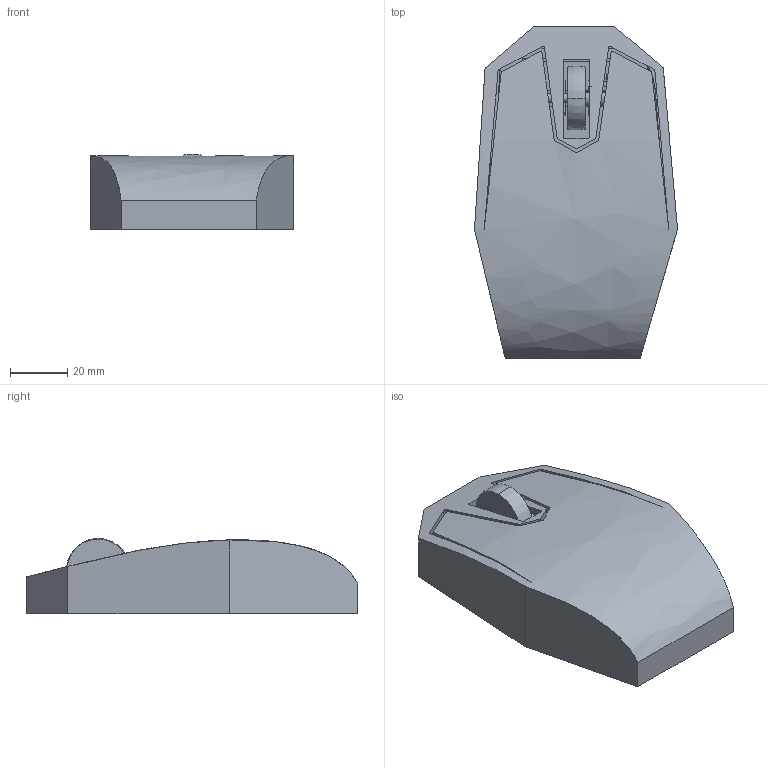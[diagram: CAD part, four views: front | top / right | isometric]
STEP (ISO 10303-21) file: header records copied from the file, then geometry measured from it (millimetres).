
FILE_DESCRIPTION(/* description */ ('STEP AP242 Edition 2','CAx-IF Rec.Pracs.---Representation and Presentation of Product Manufacturing Information (PMI)---4.0---2014-10-13','CAx-IF Rec.Pracs.---3D Tessellated Geometry---0.4---2014-09-14','2;1','CAx-IF Rec.Pracs.---User Defined Attributes---1.5---2016-08-15'),/* implementation_level */ '2;1');
FILE_NAME(/* name */ '6996252ead14e222cfcfc439',/* time_stamp */ '2026-02-18T20:46:39Z',/* author */ (''),/* organization */ (''),/* preprocessor_version */ 'ST-DEVELOPER v20',/* originating_system */ 'ONSHAPE BY PTC INC, 1.210',/* authorisation */ ' ');
FILE_SCHEMA (('AP242_MANAGED_MODEL_BASED_3D_ENGINEERING_MIM_LF { 1 0 10303 442 3 1 4 }'));
Length unit declared in the file: metre
Products named in the file (7): Part 21; wheel; Part 22; base; Part 26
Bounding box: 70.97 x 116.01 x 26.32 mm (x, y, z)
Volume: 52319.4 mm3; surface area: 48965.7 mm2
Topology: 7 solids, 7 shells, 791 faces, 2229 edges, 1490 vertices
Faces by surface type: plane 574, cylinder 124, bspline 88, torus 3, cone 2
Full cylindrical faces by diameter (mm): 1.267 x3, 1.824 x3, 1.85 x2, 2.4 x4, 2.818 x1, 3.8 x2, 4.2 x2, 6.95 x2
Entity records: 32012 total; most frequent: CARTESIAN_POINT 12125, ORIENTED_EDGE 4426, DIRECTION 3500, EDGE_CURVE 2213, LINE 1622, VECTOR 1622, VERTEX_POINT 1493, AXIS2_PLACEMENT_3D 939
